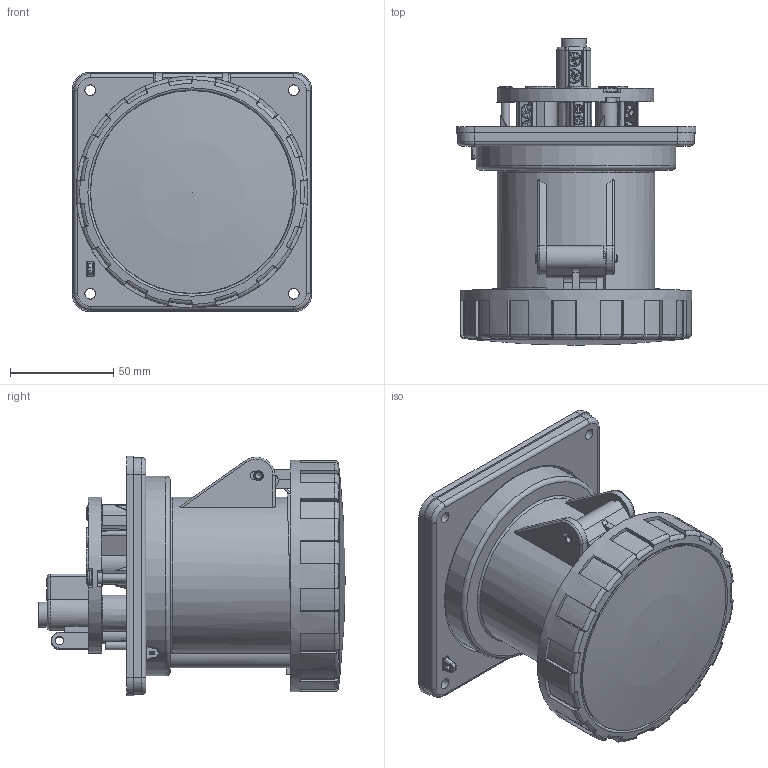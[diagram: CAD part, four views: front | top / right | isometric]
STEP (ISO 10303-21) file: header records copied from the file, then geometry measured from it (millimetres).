
FILE_DESCRIPTION(/* description */ (''),/* implementation_level */ '2;1');
FILE_NAME(/* name */ '4003609.stp',/* time_stamp */ '2019-03-01T11:27:04+01:00',/* author */ (''),/* organization */ (''),/* preprocessor_version */ 'ST-DEVELOPER v16.7',/* originating_system */ 'SIEMENS PLM Software NX 12.0',/* authorisation */ '');
FILE_SCHEMA (('AUTOMOTIVE_DESIGN { 1 0 10303 214 3 1 1 1 }'));
Length unit declared in the file: millimetre
Products named in the file (1): bsom23CC53FBp2nm
Bounding box: 116 x 148.15 x 116 mm (x, y, z)
Volume: 328273.6 mm3; surface area: 293336.9 mm2
Topology: 28 solids, 28 shells, 2923 faces, 7541 edges, 4775 vertices
Faces by surface type: plane 1229, cylinder 720, torus 367, cone 225, bspline 216, sphere 83, extrusion 82, revolution 1
Full cylindrical faces by diameter (mm): 1.1 x4, 1.4 x3, 2.5 x2, 2.6 x4, 2.625 x4, 3 x14, 3.2 x3, 3.5 x8, 3.9 x5, 4 x9, 4.1 x3, 4.2 x11, 4.4 x1, 4.5 x4, 4.642 x1, 5 x7, 5.1 x4, 6 x1, 6.1 x1, 6.65 x4, 6.8 x3, 7 x6, 7.1 x1, 7.4 x3, 7.75 x3, 8 x5, 8.1 x2, 8.5 x3, 9.3 x2, 9.5 x2
Entity records: 100620 total; most frequent: CARTESIAN_POINT 32916, ORIENTED_EDGE 13886, DIRECTION 13653, EDGE_CURVE 6943, AXIS2_PLACEMENT_3D 5302, VERTEX_POINT 4619, EDGE_LOOP 3556, VECTOR 3048
